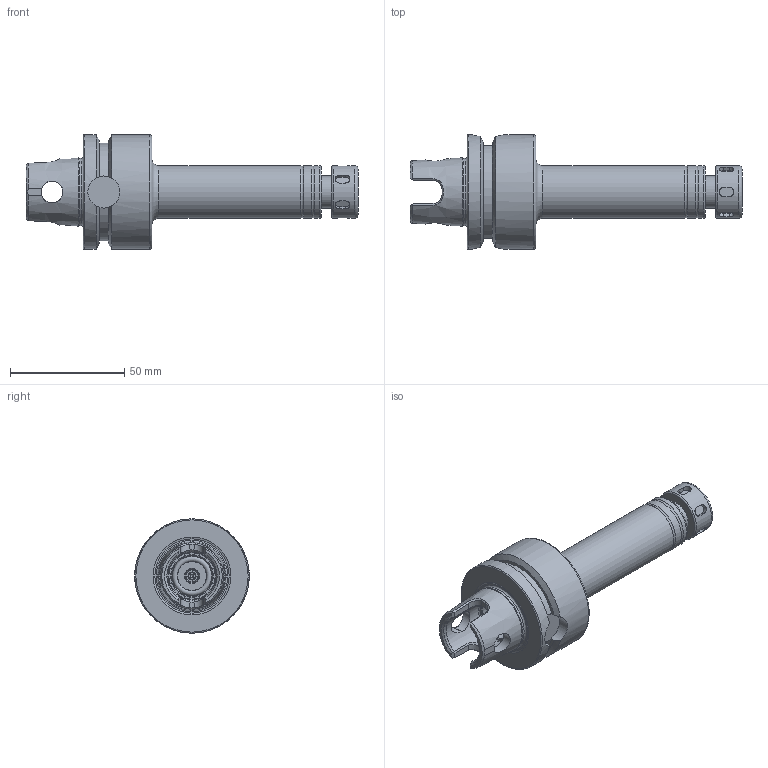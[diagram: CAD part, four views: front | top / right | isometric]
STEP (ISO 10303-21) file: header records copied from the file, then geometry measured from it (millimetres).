
FILE_DESCRIPTION((''),'2;1');
FILE_NAME('126011107120-3D.stp','2020-07-23T08:47:18',('nttooll'),(''),'Autodesk Inventor 2012','Autodesk Inventor 2012','');
FILE_SCHEMA(('AUTOMOTIVE_DESIGN { 1 0 10303 214 1 1 1 1 }'));
Length unit declared in the file: millimetre
Products named in the file (1): 126011107120-3D
Bounding box: 145 x 50 x 50 mm (x, y, z)
Volume: 92476 mm3; surface area: 23452.9 mm2
Topology: 1 solids, 4 shells, 189 faces, 429 edges, 268 vertices
Faces by surface type: plane 65, cylinder 54, cone 32, bspline 20, torus 18
Full cylindrical faces by diameter (mm): 1.7 x1, 3 x1, 3.5 x1, 5.2 x1, 5.745 x1, 6 x2, 7 x2, 7.3 x1, 8 x2, 8.5 x1, 8.79 x1, 9.5 x2, 9.7 x1, 12 x2, 12.1 x1, 14 x4, 17 x1, 18 x1, 21 x1, 23 x4, 29.5 x1, 50 x2
Entity records: 5616 total; most frequent: CARTESIAN_POINT 1974, DIRECTION 680, ORIENTED_EDGE 672, EDGE_CURVE 336, AXIS2_PLACEMENT_3D 304, EDGE_LOOP 296, VERTEX_POINT 250, FACE_OUTER_BOUND 189
